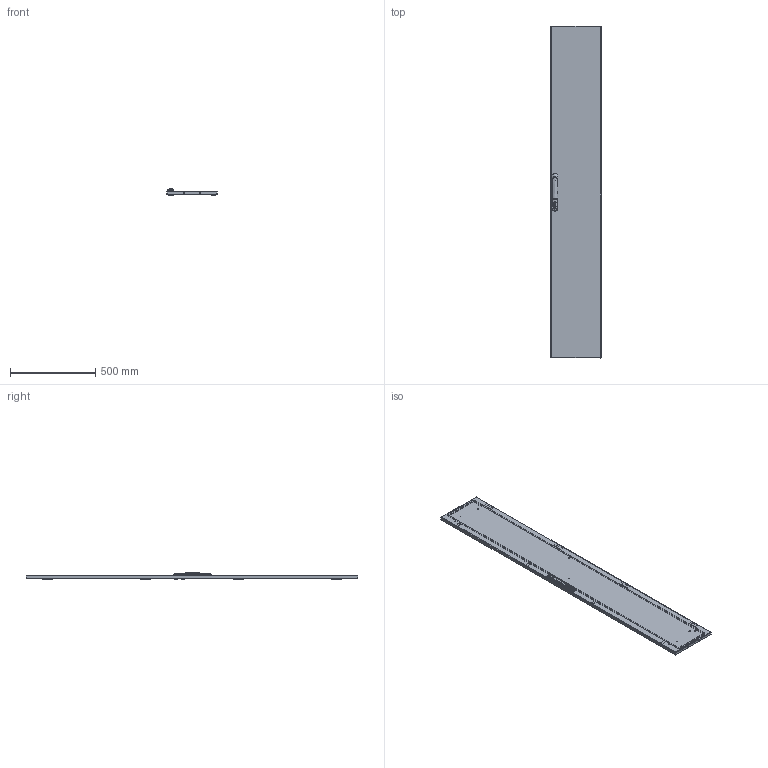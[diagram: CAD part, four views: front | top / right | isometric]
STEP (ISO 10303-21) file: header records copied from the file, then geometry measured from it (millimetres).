
FILE_DESCRIPTION(/* description */ (''),/* implementation_level */ '2;1');
FILE_NAME(/* name */ 'PO20030.stp',/* time_stamp */ '2017-06-19T11:57:12+02:00',/* author */ (''),/* organization */ (''),/* preprocessor_version */ 'ST-DEVELOPER v15',/* originating_system */ 'SIEMENS PLM Software NX 9.0',/* authorisation */ '');
FILE_SCHEMA (('CONFIG_CONTROL_DESIGN'));
Products named in the file (12): 92323_CONTROL_VARILLAS_PLANAS; H61009_Puerta_Opaca_2000x300_stp; 91347_PERNO_M8x15b; 91323_PERNO_M5x15; 92321_BISAGRA_PUERTA_2M; 92324_VARILLA_CIERRE_4P_2000_2200; 92322_CIERRE_4P_ARGENTA+; Junta_goma_P1800x600; 92320_BISAGRA_FONDO_2M; 92326_RETENEDOR_2M; H60020_Puerta_Opaca_2000x600; PO20030_stp
Assembly tree (31 placements, depth 3):
  PO20030_stp
    H60020_Puerta_Opaca_2000x600
      Junta_goma_P1800x600
      92322_CIERRE_4P_ARGENTA+
      92324_VARILLA_CIERRE_4P_2000_2200  x2
      92321_BISAGRA_PUERTA_2M  x4
      91323_PERNO_M5x15  x10
      91347_PERNO_M8x15b  x2
      H61009_Puerta_Opaca_2000x300_stp
      92323_CONTROL_VARILLAS_PLANAS
    92326_RETENEDOR_2M  x4
    92320_BISAGRA_FONDO_2M  x4
Bounding box: 295.5 x 1950 x 39.56 mm (x, y, z)
Volume: 1680398.3 mm3; surface area: 1601353.6 mm2
Topology: 46 solids, 53 shells, 2654 faces, 6749 edges, 4212 vertices
Faces by surface type: plane 1261, cylinder 847, bspline 485, cone 61
Full cylindrical faces by diameter (mm): 5 x10, 6.2 x12, 6.5 x8, 7 x2, 8 x2, 8.5 x2, 14.5 x8
Entity records: 92078 total; most frequent: CARTESIAN_POINT 44325, ORIENTED_EDGE 11154, DIRECTION 7309, EDGE_CURVE 5577, VERTEX_POINT 3475, AXIS2_PLACEMENT_3D 2552, EDGE_LOOP 2292, LINE 2205
